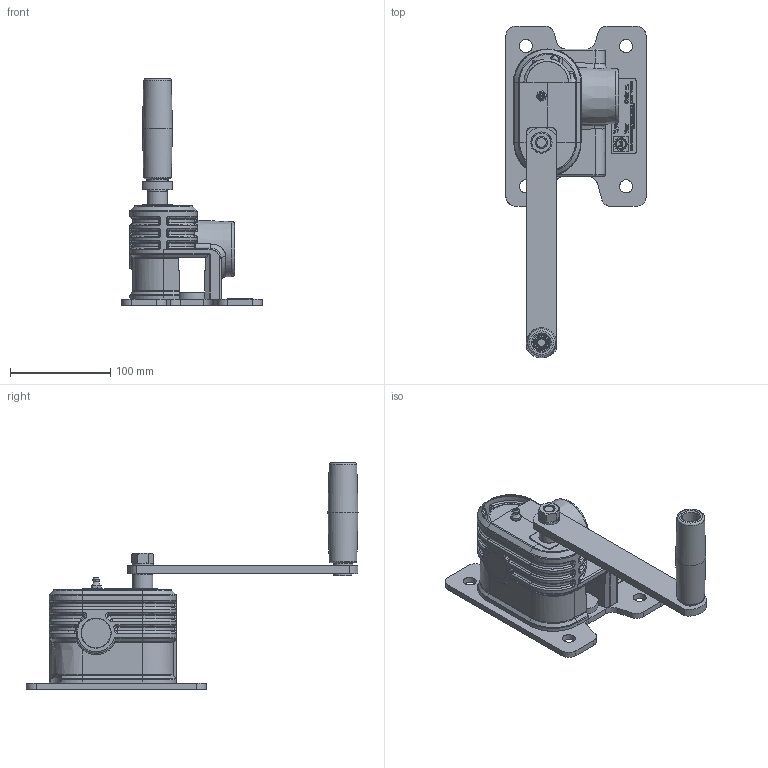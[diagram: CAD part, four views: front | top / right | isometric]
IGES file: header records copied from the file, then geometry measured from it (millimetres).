
Global section: file name: 51355_1201_00; native system: Autodesk Inventor 2022; preprocessor: unknown; author: Nesvadba; date: 20240219.121031; units: millimetre
Bounding box: 140 x 331.5 x 226 mm (x, y, z)
Volume: 298215.8 mm3; surface area: 216552.9 mm2
Topology: 24 solids, 24 shells, 2541 faces, 16180 edges, 14620 vertices
Faces by surface type: bspline 2146, revolution 395
